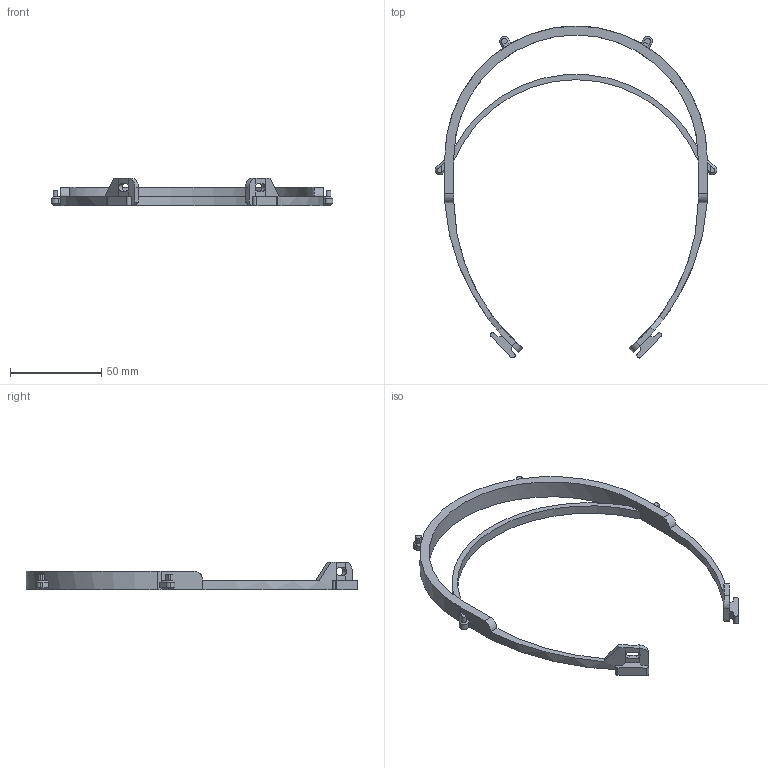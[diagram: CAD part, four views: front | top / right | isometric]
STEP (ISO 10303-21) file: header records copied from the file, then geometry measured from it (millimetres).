
FILE_DESCRIPTION (( 'STEP AP214' ), '1' );
FILE_NAME ('TN_Mask 2020 Top.STEP', '2020-04-13T14:31:00', ( '' ), ( '' ), 'SwSTEP 2.0', 'SolidWorks 2019', '' );
FILE_SCHEMA (( 'AUTOMOTIVE_DESIGN' ));
Length unit declared in the file: millimetre
Products named in the file (1): TN_Mask 2020 Top
Bounding box: 154.17 x 181.78 x 15 mm (x, y, z)
Volume: 20937.5 mm3; surface area: 15663.7 mm2
Topology: 3 solids, 3 shells, 141 faces, 369 edges, 231 vertices
Faces by surface type: plane 87, cylinder 42, cone 12
Entity records: 4536 total; most frequent: CARTESIAN_POINT 1025, ORIENTED_EDGE 738, DIRECTION 716, EDGE_CURVE 369, AXIS2_PLACEMENT_3D 240, LINE 236, VECTOR 236, VERTEX_POINT 231
